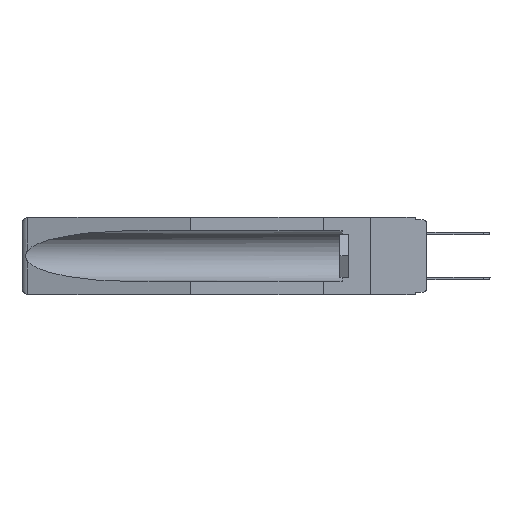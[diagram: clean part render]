
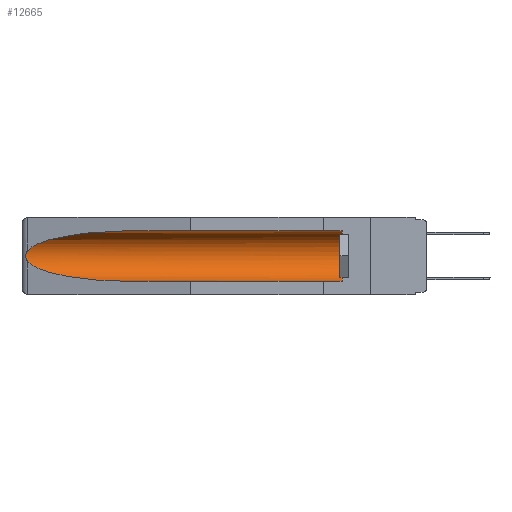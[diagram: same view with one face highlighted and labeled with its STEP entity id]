
A CAD part, left-side view. The second image highlights one B-rep face of the part: STEP entity #12665.
In plain terms, the highlighted cylindrical face has radius 2.857 mm (diameter 5.715 mm), a partial arc.
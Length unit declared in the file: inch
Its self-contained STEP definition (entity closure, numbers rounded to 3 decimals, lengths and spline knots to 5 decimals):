
#245 = CARTESIAN_POINT ( 'NONE',  ( 0.26655, 1.53094, -0.18657 ) ) ;
#1018 = CARTESIAN_POINT ( 'NONE',  ( 0.155, 1.07973, -0.284 ) ) ;
#1311 = DIRECTION ( 'NONE',  ( 0., 1., 0. ) ) ;
#1805 = CARTESIAN_POINT ( 'NONE',  ( 0.25451, 1.48313, -0.09465 ) ) ;
#1924 = CARTESIAN_POINT ( 'NONE',  ( 0.21114, 1.30732, -0.059 ) ) ;
#2648 = LINE ( 'NONE', #11115, #11229 ) ;
#3227 = CARTESIAN_POINT ( 'NONE',  ( 0.26537, 1.52718, -0.19328 ) ) ;
#3555 = ORIENTED_EDGE ( 'NONE', *, *, #17136, .F. ) ;
#3784 = VECTOR ( 'NONE', #4292, 39.37008 ) ;
#3956 = CARTESIAN_POINT ( 'NONE',  ( 0.155, 1.07973, -0.059 ) ) ;
#4085 = CARTESIAN_POINT ( 'NONE',  ( 0.26537, 1.52718, -0.14972 ) ) ;
#4292 = DIRECTION ( 'NONE',  ( 0., 1., 0. ) ) ;
#4410 = CARTESIAN_POINT ( 'NONE',  ( 0.26597, 1.52961, -0.15275 ) ) ;
#4840 = CARTESIAN_POINT ( 'NONE',  ( 0.26537, 1.52718, -0.14972 ) ) ;
#5117 = ORIENTED_EDGE ( 'NONE', *, *, #11147, .T. ) ;
#5444 = CYLINDRICAL_SURFACE ( 'NONE', #14126, 0.1125 ) ;
#5636 = CARTESIAN_POINT ( 'NONE',  ( 0.26654, 1.53092, -0.15636 ) ) ;
#6878 = VERTEX_POINT ( 'NONE', #8131 ) ;
#8131 = CARTESIAN_POINT ( 'NONE',  ( 0.26537, 1.52718, -0.19328 ) ) ;
#8591 = DIRECTION ( 'NONE',  ( 0., 1., 0. ) ) ;
#9168 = VERTEX_POINT ( 'NONE', #16559 ) ;
#9178 = ORIENTED_EDGE ( 'NONE', *, *, #9323, .T. ) ;
#9323 = EDGE_CURVE ( 'NONE', #16900, #13372, #13990, .T. ) ;
#9712 = DIRECTION ( 'NONE',  ( 0., 0., 1. ) ) ;
#9727 = VERTEX_POINT ( 'NONE', #3956 ) ;
#9844 = CARTESIAN_POINT ( 'NONE',  ( 0.155, -0.30754, -0.059 ) ) ;
#10186 = EDGE_CURVE ( 'NONE', #13372, #9727, #15495, .T. ) ;
#10248 = CARTESIAN_POINT ( 'NONE',  ( 0.155, 1.07973, -0.059 ) ) ;
#11115 = CARTESIAN_POINT ( 'NONE',  ( 0.155, -0.30754, -0.284 ) ) ;
#11147 = EDGE_CURVE ( 'NONE', #6878, #9168, #15884, .T. ) ;
#11222 = VERTEX_POINT ( 'NONE', #4085 ) ;
#11229 = VECTOR ( 'NONE', #1311, 39.37008 ) ;
#11263 = DIRECTION ( 'NONE',  ( 0., 0., 1. ) ) ;
#11463 = CARTESIAN_POINT ( 'NONE',  ( 0.2675, 1.53308, -0.17534 ) ) ;
#12527 = DIRECTION ( 'NONE',  ( 0., -1., 0. ) ) ;
#12665 = ADVANCED_FACE ( 'NONE', ( #16723 ), #5444, .F. ) ;
#12730 = CARTESIAN_POINT ( 'NONE',  ( 0.2675, 1.53308, -0.16763 ) ) ;
#12847 = CARTESIAN_POINT ( 'NONE',  ( 0.26537, 1.52718, -0.14972 ) ) ;
#12904 = CARTESIAN_POINT ( 'NONE',  ( 0.2673, 1.53269, -0.17917 ) ) ;
#13040 =( BOUNDED_CURVE ( )  B_SPLINE_CURVE ( 3, ( #10248, #1924, #1805, #4840 ),
 .UNSPECIFIED., .F., .F. ) 
 B_SPLINE_CURVE_WITH_KNOTS ( ( 4, 4 ),
 ( 4.71239, 6.08839 ),
 .UNSPECIFIED. ) 
 CURVE ( )  GEOMETRIC_REPRESENTATION_ITEM ( )  RATIONAL_B_SPLINE_CURVE ( ( 1., 0.848, 0.848, 1. ) ) 
 REPRESENTATION_ITEM ( '' )  );
#13242 = EDGE_CURVE ( 'NONE', #9727, #11222, #13040, .T. ) ;
#13372 = VERTEX_POINT ( 'NONE', #13605 ) ;
#13605 = CARTESIAN_POINT ( 'NONE',  ( 0.155, 0.126, -0.059 ) ) ;
#13755 = CARTESIAN_POINT ( 'NONE',  ( 0.26537, 1.52718, -0.19328 ) ) ;
#13990 = CIRCLE ( 'NONE', #18125, 0.1125 ) ;
#14126 = AXIS2_PLACEMENT_3D ( 'NONE', #17098, #8591, #11263 ) ;
#14218 = ORIENTED_EDGE ( 'NONE', *, *, #10186, .T. ) ;
#14280 = CARTESIAN_POINT ( 'NONE',  ( 0.2673, 1.5327, -0.16383 ) ) ;
#15303 = CARTESIAN_POINT ( 'NONE',  ( 0.21114, 1.30732, -0.284 ) ) ;
#15495 = LINE ( 'NONE', #9844, #3784 ) ;
#15884 =( BOUNDED_CURVE ( )  B_SPLINE_CURVE ( 3, ( #13755, #18102, #15303, #1018 ),
 .UNSPECIFIED., .F., .F. ) 
 B_SPLINE_CURVE_WITH_KNOTS ( ( 4, 4 ),
 ( 0.1948, 1.5708 ),
 .UNSPECIFIED. ) 
 CURVE ( )  GEOMETRIC_REPRESENTATION_ITEM ( )  RATIONAL_B_SPLINE_CURVE ( ( 1., 0.848, 0.848, 1. ) ) 
 REPRESENTATION_ITEM ( '' )  );
#16198 = CARTESIAN_POINT ( 'NONE',  ( 0.155, 0.126, -0.284 ) ) ;
#16559 = CARTESIAN_POINT ( 'NONE',  ( 0.155, 1.07973, -0.284 ) ) ;
#16621 = CARTESIAN_POINT ( 'NONE',  ( 0.155, 0.126, -0.1715 ) ) ;
#16723 = FACE_OUTER_BOUND ( 'NONE', #18057, .T. ) ;
#16900 = VERTEX_POINT ( 'NONE', #16198 ) ;
#17098 = CARTESIAN_POINT ( 'NONE',  ( 0.155, -0.30754, -0.1715 ) ) ;
#17126 = ORIENTED_EDGE ( 'NONE', *, *, #13242, .T. ) ;
#17136 = EDGE_CURVE ( 'NONE', #16900, #9168, #2648, .T. ) ;
#17291 = EDGE_CURVE ( 'NONE', #11222, #6878, #17731, .T. ) ;
#17425 = CARTESIAN_POINT ( 'NONE',  ( 0.26597, 1.5296, -0.19026 ) ) ;
#17674 = ORIENTED_EDGE ( 'NONE', *, *, #17291, .T. ) ;
#17731 = B_SPLINE_CURVE_WITH_KNOTS ( 'NONE', 3,
 ( #12847, #4410, #5636, #14280, #12730, #11463, #12904, #245, #17425, #3227 ),
 .UNSPECIFIED., .F., .F.,
 ( 4, 2, 2, 2, 4 ),
 ( 0., 0.00029, 0.00058, 0.00087, 0.00117 ),
 .UNSPECIFIED. ) ;
#18057 = EDGE_LOOP ( 'NONE', ( #17126, #17674, #5117, #3555, #9178, #14218 ) ) ;
#18102 = CARTESIAN_POINT ( 'NONE',  ( 0.25451, 1.48313, -0.24835 ) ) ;
#18125 = AXIS2_PLACEMENT_3D ( 'NONE', #16621, #12527, #9712 ) ;
